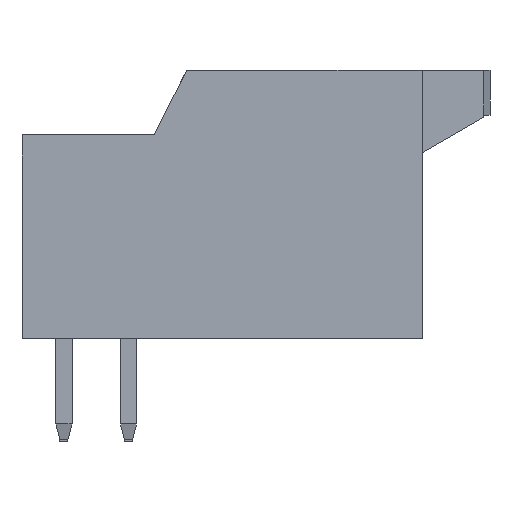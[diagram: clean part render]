
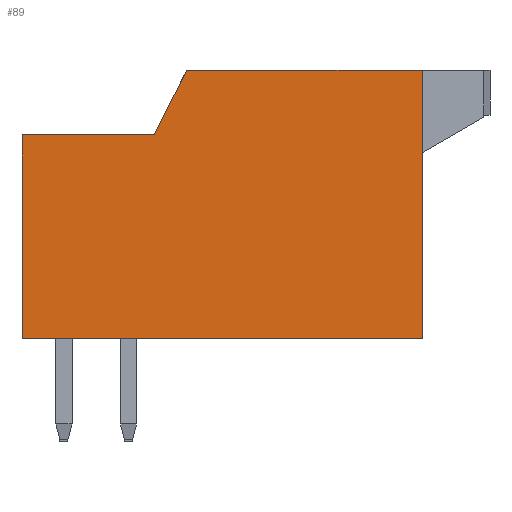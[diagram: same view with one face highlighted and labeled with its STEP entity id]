
A CAD part, left-side view. The second image highlights one B-rep face of the part: STEP entity #89.
In plain terms, the highlighted planar face has unit normal (-1, 0, 0).
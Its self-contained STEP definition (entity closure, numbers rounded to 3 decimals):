
#89=ADVANCED_FACE('',(#823),#456,.T.);
#456=PLANE('',#6485);
#823=FACE_OUTER_BOUND('',#1186,.T.);
#1186=EDGE_LOOP('',(#1692,#1693,#1694,#1695,#1696,#1697));
#1692=ORIENTED_EDGE('',*,*,#3919,.F.);
#1693=ORIENTED_EDGE('',*,*,#3949,.T.);
#1694=ORIENTED_EDGE('',*,*,#3956,.T.);
#1695=ORIENTED_EDGE('',*,*,#3957,.T.);
#1696=ORIENTED_EDGE('',*,*,#3958,.T.);
#1697=ORIENTED_EDGE('',*,*,#3959,.F.);
#3368=VERTEX_POINT('',#8581);
#3369=VERTEX_POINT('',#8583);
#3395=VERTEX_POINT('',#8640);
#3400=VERTEX_POINT('',#8656);
#3401=VERTEX_POINT('',#8658);
#3402=VERTEX_POINT('',#8660);
#3919=EDGE_CURVE('',#3368,#3369,#4791,.T.);
#3949=EDGE_CURVE('',#3368,#3395,#4821,.T.);
#3956=EDGE_CURVE('',#3395,#3400,#4828,.T.);
#3957=EDGE_CURVE('',#3400,#3401,#4829,.T.);
#3958=EDGE_CURVE('',#3401,#3402,#4830,.T.);
#3959=EDGE_CURVE('',#3369,#3402,#4831,.T.);
#4791=LINE('',#8582,#5663);
#4821=LINE('',#8641,#5693);
#4828=LINE('',#8655,#5700);
#4829=LINE('',#8657,#5701);
#4830=LINE('',#8659,#5702);
#4831=LINE('',#8661,#5703);
#5663=VECTOR('',#6931,1.);
#5693=VECTOR('',#6965,1.);
#5700=VECTOR('',#6978,1.);
#5701=VECTOR('',#6979,1.);
#5702=VECTOR('',#6980,1.);
#5703=VECTOR('',#6981,1.);
#6485=AXIS2_PLACEMENT_3D('',#8662,#6982,#6983);
#6931=DIRECTION('',(0.,-1.,0.));
#6965=DIRECTION('',(0.,0.447,-0.894));
#6978=DIRECTION('',(0.,1.,0.));
#6979=DIRECTION('',(0.,0.,-1.));
#6980=DIRECTION('',(0.,-1.,0.));
#6981=DIRECTION('',(0.,0.,-1.));
#6982=DIRECTION('',(-1.,0.,0.));
#6983=DIRECTION('',(0.,0.,1.));
#8581=CARTESIAN_POINT('',(-16.,10.25,8.25));
#8582=CARTESIAN_POINT('',(-16.,15.35,8.25));
#8583=CARTESIAN_POINT('',(-16.,2.95,8.25));
#8640=CARTESIAN_POINT('',(-16.,11.25,6.25));
#8641=CARTESIAN_POINT('',(-16.,10.25,8.25));
#8655=CARTESIAN_POINT('',(-16.,11.25,6.25));
#8656=CARTESIAN_POINT('',(-16.,15.35,6.25));
#8657=CARTESIAN_POINT('',(-16.,15.35,8.25));
#8658=CARTESIAN_POINT('',(-16.,15.35,-0.05));
#8659=CARTESIAN_POINT('',(-16.,15.35,-0.05));
#8660=CARTESIAN_POINT('',(-16.,2.95,-0.05));
#8661=CARTESIAN_POINT('',(-16.,2.95,8.25));
#8662=CARTESIAN_POINT('',(-16.,15.35,8.25));
